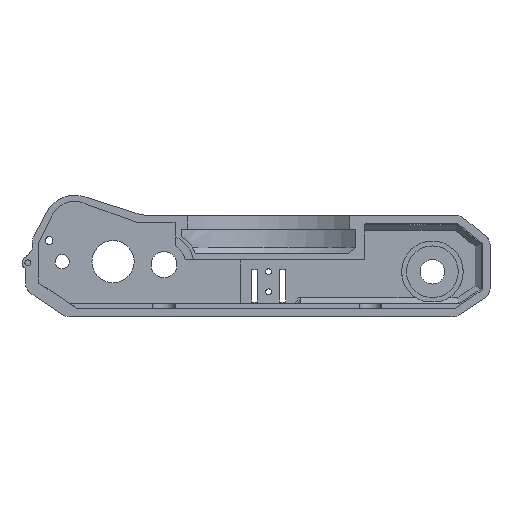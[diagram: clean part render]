
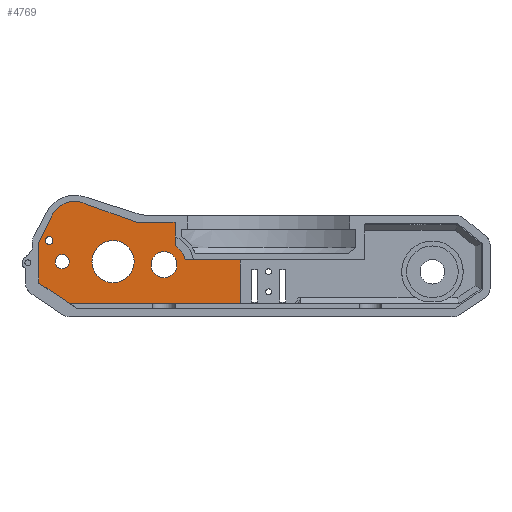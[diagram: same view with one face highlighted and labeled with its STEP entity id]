
A CAD part, front view. The second image highlights one B-rep face of the part: STEP entity #4769.
In plain terms, the highlighted planar face has unit normal (0, -1, 0).
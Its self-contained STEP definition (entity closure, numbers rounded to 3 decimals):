
#38=FACE_BOUND('',#840,.T.);
#39=FACE_BOUND('',#841,.T.);
#40=FACE_BOUND('',#842,.T.);
#41=FACE_BOUND('',#843,.T.);
#332=PLANE('',#5120);
#562=FACE_OUTER_BOUND('',#839,.T.);
#839=EDGE_LOOP('',(#4193,#4194,#4195,#4196,#4197,#4198,#4199,#4200,#4201,
#4202,#4203,#4204));
#840=EDGE_LOOP('',(#4205));
#841=EDGE_LOOP('',(#4206));
#842=EDGE_LOOP('',(#4207));
#843=EDGE_LOOP('',(#4208));
#1288=LINE('',#8383,#1753);
#1290=LINE('',#8387,#1755);
#1295=LINE('',#8401,#1760);
#1296=LINE('',#8405,#1761);
#1297=LINE('',#8407,#1762);
#1298=LINE('',#8409,#1763);
#1299=LINE('',#8413,#1764);
#1300=LINE('',#8415,#1765);
#1301=LINE('',#8417,#1766);
#1302=LINE('',#8418,#1767);
#1753=VECTOR('',#6119,10.);
#1755=VECTOR('',#6123,10.);
#1760=VECTOR('',#6134,10.);
#1761=VECTOR('',#6137,10.);
#1762=VECTOR('',#6138,10.);
#1763=VECTOR('',#6139,10.);
#1764=VECTOR('',#6142,10.);
#1765=VECTOR('',#6143,10.);
#1766=VECTOR('',#6144,10.);
#1767=VECTOR('',#6145,10.);
#1930=CIRCLE('',#5121,7.);
#1931=CIRCLE('',#5122,8.65);
#1932=CIRCLE('',#5123,1.3);
#1933=CIRCLE('',#5124,7.15);
#1934=CIRCLE('',#5125,2.4);
#1935=CIRCLE('',#5126,4.4);
#2349=VERTEX_POINT('',#8380);
#2350=VERTEX_POINT('',#8382);
#2351=VERTEX_POINT('',#8386);
#2357=VERTEX_POINT('',#8400);
#2358=VERTEX_POINT('',#8402);
#2359=VERTEX_POINT('',#8404);
#2360=VERTEX_POINT('',#8406);
#2361=VERTEX_POINT('',#8408);
#2362=VERTEX_POINT('',#8410);
#2363=VERTEX_POINT('',#8412);
#2364=VERTEX_POINT('',#8414);
#2365=VERTEX_POINT('',#8416);
#2366=VERTEX_POINT('',#8419);
#2367=VERTEX_POINT('',#8421);
#2368=VERTEX_POINT('',#8423);
#2369=VERTEX_POINT('',#8425);
#2990=EDGE_CURVE('',#2349,#2350,#1288,.T.);
#2992=EDGE_CURVE('',#2351,#2350,#1290,.T.);
#2999=EDGE_CURVE('',#2357,#2349,#1295,.T.);
#3000=EDGE_CURVE('',#2358,#2357,#1930,.T.);
#3001=EDGE_CURVE('',#2359,#2358,#1296,.T.);
#3002=EDGE_CURVE('',#2359,#2360,#1297,.T.);
#3003=EDGE_CURVE('',#2361,#2360,#1298,.T.);
#3004=EDGE_CURVE('',#2362,#2361,#1931,.T.);
#3005=EDGE_CURVE('',#2362,#2363,#1299,.T.);
#3006=EDGE_CURVE('',#2363,#2364,#1300,.T.);
#3007=EDGE_CURVE('',#2364,#2365,#1301,.T.);
#3008=EDGE_CURVE('',#2365,#2351,#1302,.T.);
#3009=EDGE_CURVE('',#2366,#2366,#1932,.T.);
#3010=EDGE_CURVE('',#2367,#2367,#1933,.T.);
#3011=EDGE_CURVE('',#2368,#2368,#1934,.T.);
#3012=EDGE_CURVE('',#2369,#2369,#1935,.F.);
#4193=ORIENTED_EDGE('',*,*,#2999,.F.);
#4194=ORIENTED_EDGE('',*,*,#3000,.F.);
#4195=ORIENTED_EDGE('',*,*,#3001,.F.);
#4196=ORIENTED_EDGE('',*,*,#3002,.T.);
#4197=ORIENTED_EDGE('',*,*,#3003,.F.);
#4198=ORIENTED_EDGE('',*,*,#3004,.F.);
#4199=ORIENTED_EDGE('',*,*,#3005,.T.);
#4200=ORIENTED_EDGE('',*,*,#3006,.T.);
#4201=ORIENTED_EDGE('',*,*,#3007,.T.);
#4202=ORIENTED_EDGE('',*,*,#3008,.T.);
#4203=ORIENTED_EDGE('',*,*,#2992,.T.);
#4204=ORIENTED_EDGE('',*,*,#2990,.F.);
#4205=ORIENTED_EDGE('',*,*,#3009,.T.);
#4206=ORIENTED_EDGE('',*,*,#3010,.T.);
#4207=ORIENTED_EDGE('',*,*,#3011,.T.);
#4208=ORIENTED_EDGE('',*,*,#3012,.T.);
#4769=ADVANCED_FACE('',(#562,#38,#39,#40,#41),#332,.F.);
#5120=AXIS2_PLACEMENT_3D('',#8399,#6132,#6133);
#5121=AXIS2_PLACEMENT_3D('',#8403,#6135,#6136);
#5122=AXIS2_PLACEMENT_3D('',#8411,#6140,#6141);
#5123=AXIS2_PLACEMENT_3D('',#8420,#6146,#6147);
#5124=AXIS2_PLACEMENT_3D('',#8422,#6148,#6149);
#5125=AXIS2_PLACEMENT_3D('',#8424,#6150,#6151);
#5126=AXIS2_PLACEMENT_3D('',#8426,#6152,#6153);
#6119=DIRECTION('',(0.,0.,-1.));
#6123=DIRECTION('',(1.,0.,0.));
#6132=DIRECTION('center_axis',(0.,1.,0.));
#6133=DIRECTION('ref_axis',(-1.,0.,0.));
#6134=DIRECTION('',(1.,0.,0.));
#6135=DIRECTION('center_axis',(0.,1.,0.));
#6136=DIRECTION('ref_axis',(-1.,0.,0.));
#6137=DIRECTION('',(0.,0.,-1.));
#6138=DIRECTION('',(-1.,0.,0.));
#6139=DIRECTION('',(0.942,0.,-0.336));
#6140=DIRECTION('center_axis',(0.,1.,0.));
#6141=DIRECTION('ref_axis',(-0.905,0.,0.425));
#6142=DIRECTION('',(-0.433,0.,-0.901));
#6143=DIRECTION('',(0.,0.,-1.));
#6144=DIRECTION('',(0.832,0.,-0.555));
#6145=DIRECTION('',(1.,0.,0.));
#6146=DIRECTION('center_axis',(0.,1.,0.));
#6147=DIRECTION('ref_axis',(-1.,0.,0.));
#6148=DIRECTION('center_axis',(0.,1.,0.));
#6149=DIRECTION('ref_axis',(-1.,0.,0.));
#6150=DIRECTION('center_axis',(0.,1.,0.));
#6151=DIRECTION('ref_axis',(-1.,0.,0.));
#6152=DIRECTION('center_axis',(0.,-1.,0.));
#6153=DIRECTION('ref_axis',(-1.,0.,0.));
#8380=CARTESIAN_POINT('',(-9.5,36.45,17.));
#8382=CARTESIAN_POINT('',(-9.5,36.45,2.2));
#8383=CARTESIAN_POINT('',(-9.5,36.45,11.894));
#8386=CARTESIAN_POINT('',(-31.675,36.45,2.2));
#8387=CARTESIAN_POINT('',(-14.212,36.45,2.2));
#8399=CARTESIAN_POINT('Origin',(-41.685,36.45,14.875));
#8400=CARTESIAN_POINT('',(-28.267,36.45,17.));
#8401=CARTESIAN_POINT('',(-20.591,36.45,17.));
#8402=CARTESIAN_POINT('',(-31.675,36.45,21.738));
#8403=CARTESIAN_POINT('Origin',(-35.136,36.45,15.654));
#8404=CARTESIAN_POINT('',(-31.675,36.45,29.8));
#8405=CARTESIAN_POINT('',(-31.675,36.45,19.849));
#8406=CARTESIAN_POINT('',(-44.734,36.45,29.8));
#8407=CARTESIAN_POINT('',(-16.712,36.45,29.8));
#8408=CARTESIAN_POINT('',(-61.619,36.45,35.83));
#8409=CARTESIAN_POINT('',(-51.686,36.45,32.283));
#8410=CARTESIAN_POINT('',(-73.473,36.45,31.853));
#8411=CARTESIAN_POINT('Origin',(-65.645,36.45,28.174));
#8412=CARTESIAN_POINT('',(-77.8,36.45,22.851));
#8413=CARTESIAN_POINT('',(-73.805,36.45,31.163));
#8414=CARTESIAN_POINT('',(-77.8,36.45,9.177));
#8415=CARTESIAN_POINT('',(-77.8,36.45,18.909));
#8416=CARTESIAN_POINT('',(-67.334,36.45,2.2));
#8417=CARTESIAN_POINT('',(-52.79,36.45,-7.496));
#8418=CARTESIAN_POINT('',(-34.542,36.45,2.2));
#8419=CARTESIAN_POINT('',(-73.027,36.45,23.559));
#8420=CARTESIAN_POINT('Origin',(-74.327,36.45,23.559));
#8421=CARTESIAN_POINT('',(-45.5,36.45,16.42));
#8422=CARTESIAN_POINT('Origin',(-52.65,36.45,16.42));
#8423=CARTESIAN_POINT('',(-67.497,36.45,16.42));
#8424=CARTESIAN_POINT('Origin',(-69.897,36.45,16.42));
#8425=CARTESIAN_POINT('',(-31.01,36.45,15.381));
#8426=CARTESIAN_POINT('Origin',(-35.41,36.45,15.381));
